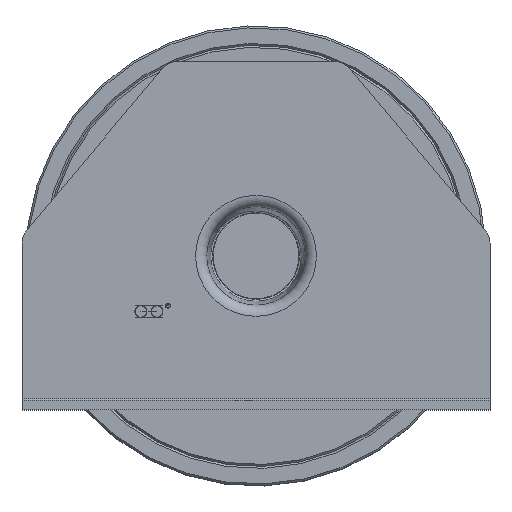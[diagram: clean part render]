
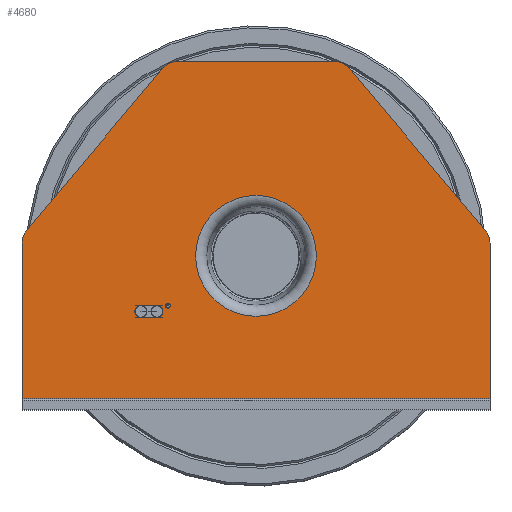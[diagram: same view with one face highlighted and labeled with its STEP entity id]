
A CAD part, top view. The second image highlights one B-rep face of the part: STEP entity #4680.
In plain terms, the highlighted planar face has unit normal (0, 0, 1).
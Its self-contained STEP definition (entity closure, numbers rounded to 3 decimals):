
#126=FACE_BOUND('',#812,.T.);
#127=FACE_BOUND('',#813,.T.);
#128=FACE_BOUND('',#814,.T.);
#189=CIRCLE('',#4953,1.55);
#191=CIRCLE('',#4961,1.55);
#195=CIRCLE('',#4972,0.625);
#197=CIRCLE('',#4976,5.);
#198=CIRCLE('',#4977,5.);
#199=CIRCLE('',#4978,5.);
#200=CIRCLE('',#4979,5.);
#201=CIRCLE('',#4980,15.5);
#202=CIRCLE('',#4981,15.5);
#558=FACE_OUTER_BOUND('',#811,.T.);
#811=EDGE_LOOP('',(#3112,#3113,#3114,#3115,#3116,#3117,#3118,#3119,#3120,
#3121,#3122,#3123));
#812=EDGE_LOOP('',(#3124,#3125,#3126,#3127,#3128,#3129,#3130,#3131,#3132,
#3133,#3134,#3135));
#813=EDGE_LOOP('',(#3136));
#814=EDGE_LOOP('',(#3137,#3138));
#1130=LINE('',#7000,#1475);
#1135=LINE('',#7014,#1480);
#1138=LINE('',#7020,#1483);
#1141=LINE('',#7026,#1486);
#1144=LINE('',#7032,#1489);
#1147=LINE('',#7038,#1492);
#1151=LINE('',#7050,#1496);
#1154=LINE('',#7056,#1499);
#1157=LINE('',#7062,#1502);
#1160=LINE('',#7067,#1505);
#1164=LINE('',#7088,#1509);
#1165=LINE('',#7092,#1510);
#1166=LINE('',#7096,#1511);
#1167=LINE('',#7100,#1512);
#1168=LINE('',#7102,#1513);
#1169=LINE('',#7104,#1514);
#1170=LINE('',#7106,#1515);
#1171=LINE('',#7107,#1516);
#1475=VECTOR('',#5595,10.);
#1480=VECTOR('',#5608,10.);
#1483=VECTOR('',#5613,10.);
#1486=VECTOR('',#5618,10.);
#1489=VECTOR('',#5623,10.);
#1492=VECTOR('',#5628,10.);
#1496=VECTOR('',#5640,10.);
#1499=VECTOR('',#5645,10.);
#1502=VECTOR('',#5650,10.);
#1505=VECTOR('',#5655,10.);
#1509=VECTOR('',#5679,10.);
#1510=VECTOR('',#5682,10.);
#1511=VECTOR('',#5685,10.);
#1512=VECTOR('',#5688,10.);
#1513=VECTOR('',#5689,10.);
#1514=VECTOR('',#5690,10.);
#1515=VECTOR('',#5691,10.);
#1516=VECTOR('',#5692,10.);
#1807=VERTEX_POINT('',#6998);
#1808=VERTEX_POINT('',#6999);
#1811=VERTEX_POINT('',#7007);
#1813=VERTEX_POINT('',#7013);
#1815=VERTEX_POINT('',#7019);
#1817=VERTEX_POINT('',#7025);
#1819=VERTEX_POINT('',#7031);
#1821=VERTEX_POINT('',#7037);
#1823=VERTEX_POINT('',#7043);
#1825=VERTEX_POINT('',#7049);
#1827=VERTEX_POINT('',#7055);
#1829=VERTEX_POINT('',#7061);
#1833=VERTEX_POINT('',#7077);
#1835=VERTEX_POINT('',#7084);
#1836=VERTEX_POINT('',#7085);
#1837=VERTEX_POINT('',#7087);
#1838=VERTEX_POINT('',#7089);
#1839=VERTEX_POINT('',#7091);
#1840=VERTEX_POINT('',#7093);
#1841=VERTEX_POINT('',#7095);
#1842=VERTEX_POINT('',#7097);
#1843=VERTEX_POINT('',#7099);
#1844=VERTEX_POINT('',#7101);
#1845=VERTEX_POINT('',#7103);
#1846=VERTEX_POINT('',#7105);
#1847=VERTEX_POINT('',#7108);
#1848=VERTEX_POINT('',#7109);
#2307=EDGE_CURVE('',#1807,#1808,#1130,.T.);
#2311=EDGE_CURVE('',#1811,#1807,#189,.T.);
#2314=EDGE_CURVE('',#1813,#1811,#1135,.T.);
#2317=EDGE_CURVE('',#1815,#1813,#1138,.T.);
#2320=EDGE_CURVE('',#1817,#1815,#1141,.T.);
#2323=EDGE_CURVE('',#1819,#1817,#1144,.T.);
#2326=EDGE_CURVE('',#1821,#1819,#1147,.T.);
#2329=EDGE_CURVE('',#1823,#1821,#191,.T.);
#2332=EDGE_CURVE('',#1825,#1823,#1151,.T.);
#2335=EDGE_CURVE('',#1827,#1825,#1154,.T.);
#2338=EDGE_CURVE('',#1829,#1827,#1157,.T.);
#2341=EDGE_CURVE('',#1808,#1829,#1160,.T.);
#2346=EDGE_CURVE('',#1833,#1833,#195,.T.);
#2349=EDGE_CURVE('',#1835,#1836,#197,.T.);
#2350=EDGE_CURVE('',#1837,#1835,#1164,.T.);
#2351=EDGE_CURVE('',#1838,#1837,#198,.T.);
#2352=EDGE_CURVE('',#1839,#1838,#1165,.T.);
#2353=EDGE_CURVE('',#1840,#1839,#199,.T.);
#2354=EDGE_CURVE('',#1841,#1840,#1166,.T.);
#2355=EDGE_CURVE('',#1842,#1841,#200,.T.);
#2356=EDGE_CURVE('',#1843,#1842,#1167,.T.);
#2357=EDGE_CURVE('',#1844,#1843,#1168,.T.);
#2358=EDGE_CURVE('',#1845,#1844,#1169,.T.);
#2359=EDGE_CURVE('',#1846,#1845,#1170,.T.);
#2360=EDGE_CURVE('',#1836,#1846,#1171,.T.);
#2361=EDGE_CURVE('',#1847,#1848,#201,.T.);
#2362=EDGE_CURVE('',#1848,#1847,#202,.T.);
#3112=ORIENTED_EDGE('',*,*,#2349,.F.);
#3113=ORIENTED_EDGE('',*,*,#2350,.F.);
#3114=ORIENTED_EDGE('',*,*,#2351,.F.);
#3115=ORIENTED_EDGE('',*,*,#2352,.F.);
#3116=ORIENTED_EDGE('',*,*,#2353,.F.);
#3117=ORIENTED_EDGE('',*,*,#2354,.F.);
#3118=ORIENTED_EDGE('',*,*,#2355,.F.);
#3119=ORIENTED_EDGE('',*,*,#2356,.F.);
#3120=ORIENTED_EDGE('',*,*,#2357,.F.);
#3121=ORIENTED_EDGE('',*,*,#2358,.F.);
#3122=ORIENTED_EDGE('',*,*,#2359,.F.);
#3123=ORIENTED_EDGE('',*,*,#2360,.F.);
#3124=ORIENTED_EDGE('',*,*,#2307,.T.);
#3125=ORIENTED_EDGE('',*,*,#2341,.T.);
#3126=ORIENTED_EDGE('',*,*,#2338,.T.);
#3127=ORIENTED_EDGE('',*,*,#2335,.T.);
#3128=ORIENTED_EDGE('',*,*,#2332,.T.);
#3129=ORIENTED_EDGE('',*,*,#2329,.T.);
#3130=ORIENTED_EDGE('',*,*,#2326,.T.);
#3131=ORIENTED_EDGE('',*,*,#2323,.T.);
#3132=ORIENTED_EDGE('',*,*,#2320,.T.);
#3133=ORIENTED_EDGE('',*,*,#2317,.T.);
#3134=ORIENTED_EDGE('',*,*,#2314,.T.);
#3135=ORIENTED_EDGE('',*,*,#2311,.T.);
#3136=ORIENTED_EDGE('',*,*,#2346,.T.);
#3137=ORIENTED_EDGE('',*,*,#2361,.T.);
#3138=ORIENTED_EDGE('',*,*,#2362,.T.);
#4285=PLANE('',#4975);
#4680=ADVANCED_FACE('',(#558,#126,#127,#128),#4285,.T.);
#4953=AXIS2_PLACEMENT_3D('',#7008,#5601,#5602);
#4961=AXIS2_PLACEMENT_3D('',#7044,#5633,#5634);
#4972=AXIS2_PLACEMENT_3D('',#7078,#5668,#5669);
#4975=AXIS2_PLACEMENT_3D('',#7083,#5675,#5676);
#4976=AXIS2_PLACEMENT_3D('',#7086,#5677,#5678);
#4977=AXIS2_PLACEMENT_3D('',#7090,#5680,#5681);
#4978=AXIS2_PLACEMENT_3D('',#7094,#5683,#5684);
#4979=AXIS2_PLACEMENT_3D('',#7098,#5686,#5687);
#4980=AXIS2_PLACEMENT_3D('',#7110,#5693,#5694);
#4981=AXIS2_PLACEMENT_3D('',#7111,#5695,#5696);
#5595=DIRECTION('',(1.,0.,0.));
#5601=DIRECTION('center_axis',(0.,0.,-1.));
#5602=DIRECTION('ref_axis',(0.352,-0.936,0.));
#5608=DIRECTION('',(-1.,0.,0.));
#5613=DIRECTION('',(0.,-1.,0.));
#5618=DIRECTION('',(1.,0.,0.));
#5623=DIRECTION('',(0.,1.,0.));
#5628=DIRECTION('',(-1.,0.,0.));
#5633=DIRECTION('center_axis',(0.,0.,-1.));
#5634=DIRECTION('ref_axis',(-0.352,0.936,0.));
#5640=DIRECTION('',(1.,0.,0.));
#5645=DIRECTION('',(0.,1.,0.));
#5650=DIRECTION('',(-1.,0.,0.));
#5655=DIRECTION('',(0.,-1.,0.));
#5668=DIRECTION('center_axis',(0.,0.,-1.));
#5669=DIRECTION('ref_axis',(-1.,0.,0.));
#5675=DIRECTION('center_axis',(0.,0.,1.));
#5676=DIRECTION('ref_axis',(1.,0.,0.));
#5677=DIRECTION('center_axis',(0.,0.,-1.));
#5678=DIRECTION('ref_axis',(0.94,0.342,0.));
#5679=DIRECTION('',(0.643,-0.766,0.));
#5680=DIRECTION('center_axis',(0.,0.,-1.));
#5681=DIRECTION('ref_axis',(0.423,0.906,0.));
#5682=DIRECTION('',(1.,0.,0.));
#5683=DIRECTION('center_axis',(0.,0.,-1.));
#5684=DIRECTION('ref_axis',(-0.423,0.906,0.));
#5685=DIRECTION('',(0.643,0.766,0.));
#5686=DIRECTION('center_axis',(0.,0.,-1.));
#5687=DIRECTION('ref_axis',(-0.94,0.342,0.));
#5688=DIRECTION('',(0.,1.,0.));
#5689=DIRECTION('',(0.,1.,0.));
#5690=DIRECTION('',(-1.,0.,0.));
#5691=DIRECTION('',(0.,-1.,0.));
#5692=DIRECTION('',(0.,-1.,0.));
#5693=DIRECTION('center_axis',(0.,0.,-1.));
#5694=DIRECTION('ref_axis',(1.,0.,0.));
#5695=DIRECTION('center_axis',(0.,0.,-1.));
#5696=DIRECTION('ref_axis',(1.,0.,0.));
#6998=CARTESIAN_POINT('',(-24.857,-20.5,2.5));
#6999=CARTESIAN_POINT('',(-23.902,-20.5,2.5));
#7000=CARTESIAN_POINT('',(-12.429,-20.5,2.5));
#7007=CARTESIAN_POINT('',(-24.857,-17.599,2.5));
#7008=CARTESIAN_POINT('Origin',(-25.402,-19.05,2.5));
#7013=CARTESIAN_POINT('',(-23.902,-17.599,2.5));
#7014=CARTESIAN_POINT('',(-11.951,-17.599,2.5));
#7019=CARTESIAN_POINT('',(-23.902,-17.5,2.5));
#7020=CARTESIAN_POINT('',(-23.902,-12.269,2.5));
#7025=CARTESIAN_POINT('',(-31.,-17.5,2.5));
#7026=CARTESIAN_POINT('',(-15.5,-17.5,2.5));
#7031=CARTESIAN_POINT('',(-31.,-17.599,2.5));
#7032=CARTESIAN_POINT('',(-31.,-12.318,2.5));
#7037=CARTESIAN_POINT('',(-30.045,-17.599,2.5));
#7038=CARTESIAN_POINT('',(-15.022,-17.599,2.5));
#7043=CARTESIAN_POINT('',(-30.045,-20.5,2.5));
#7044=CARTESIAN_POINT('Origin',(-29.5,-19.05,2.5));
#7049=CARTESIAN_POINT('',(-31.,-20.5,2.5));
#7050=CARTESIAN_POINT('',(-15.5,-20.5,2.5));
#7055=CARTESIAN_POINT('',(-31.,-20.599,2.5));
#7056=CARTESIAN_POINT('',(-31.,-13.818,2.5));
#7061=CARTESIAN_POINT('',(-23.902,-20.599,2.5));
#7062=CARTESIAN_POINT('',(-11.951,-20.599,2.5));
#7067=CARTESIAN_POINT('',(-23.902,-13.769,2.5));
#7077=CARTESIAN_POINT('',(-21.987,-17.55,2.5));
#7078=CARTESIAN_POINT('Origin',(-22.612,-17.55,2.5));
#7083=CARTESIAN_POINT('Origin',(0.,-7.037,
2.5));
#7084=CARTESIAN_POINT('',(58.83,1.703,2.5));
#7085=CARTESIAN_POINT('',(60.,-1.511,2.5));
#7086=CARTESIAN_POINT('Origin',(55.,-1.511,2.5));
#7087=CARTESIAN_POINT('',(23.999,43.214,2.5));
#7088=CARTESIAN_POINT('',(60.,0.309,2.5));
#7089=CARTESIAN_POINT('',(20.168,45.,2.5));
#7090=CARTESIAN_POINT('Origin',(20.168,40.,2.5));
#7091=CARTESIAN_POINT('',(-20.168,45.,2.5));
#7092=CARTESIAN_POINT('',(22.5,45.,2.5));
#7093=CARTESIAN_POINT('',(-23.999,43.214,2.5));
#7094=CARTESIAN_POINT('Origin',(-20.168,40.,2.5));
#7095=CARTESIAN_POINT('',(-58.83,1.703,2.5));
#7096=CARTESIAN_POINT('',(-22.5,45.,2.5));
#7097=CARTESIAN_POINT('',(-60.,-1.511,2.5));
#7098=CARTESIAN_POINT('Origin',(-55.,-1.511,2.5));
#7099=CARTESIAN_POINT('',(-60.,-39.3,2.5));
#7100=CARTESIAN_POINT('',(-60.,0.309,2.5));
#7101=CARTESIAN_POINT('',(-60.,-41.4,2.5));
#7102=CARTESIAN_POINT('',(-60.,-41.6,2.5));
#7103=CARTESIAN_POINT('',(60.,-41.4,2.5));
#7104=CARTESIAN_POINT('',(60.,-41.4,2.5));
#7105=CARTESIAN_POINT('',(60.,-39.3,2.5));
#7106=CARTESIAN_POINT('',(60.,-42.85,2.5));
#7107=CARTESIAN_POINT('',(60.,-44.3,2.5));
#7108=CARTESIAN_POINT('',(15.5,-4.8,2.5));
#7109=CARTESIAN_POINT('',(-15.5,-4.8,2.5));
#7110=CARTESIAN_POINT('Origin',(0.,-4.8,2.5));
#7111=CARTESIAN_POINT('Origin',(0.,-4.8,2.5));
